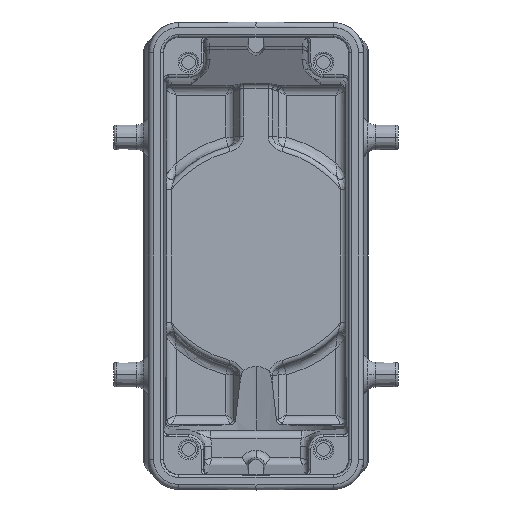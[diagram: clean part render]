
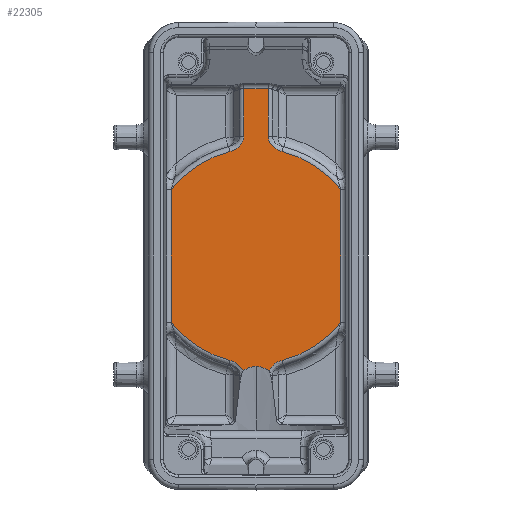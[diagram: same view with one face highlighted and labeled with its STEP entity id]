
A CAD part, front view. The second image highlights one B-rep face of the part: STEP entity #22305.
In plain terms, the highlighted planar face has unit normal (0, -1, 0).
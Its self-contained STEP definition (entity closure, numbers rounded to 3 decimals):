
#6454=DIRECTION('',(1.,0.,0.));
#6455=VECTOR('',#6454,4.93);
#6456=CARTESIAN_POINT('',(-2.465,15.415,33.528));
#6457=LINE('',#6456,#6455);
#6727=DIRECTION('',(0.,0.,-1.));
#6728=VECTOR('',#6727,9.569);
#6729=CARTESIAN_POINT('',(2.465,15.415,33.528));
#6730=LINE('',#6729,#6728);
#6745=CARTESIAN_POINT('',(0.,15.415,-22.098));
#6746=CARTESIAN_POINT('',(-0.981,15.415,
-22.098));
#6747=CARTESIAN_POINT('',(-1.838,15.415,
-22.475));
#6748=CARTESIAN_POINT('',(-2.631,15.415,
-23.052));
#6750=CARTESIAN_POINT('',(-5.238,15.415,
-20.905));
#6751=CARTESIAN_POINT('',(-5.057,15.415,
-20.95));
#6752=CARTESIAN_POINT('',(-4.705,15.415,
-21.062));
#6753=CARTESIAN_POINT('',(-4.289,15.415,
-21.256));
#6754=CARTESIAN_POINT('',(-3.971,15.415,
-21.445));
#6755=CARTESIAN_POINT('',(-3.742,15.415,
-21.605));
#6756=CARTESIAN_POINT('',(-3.526,15.415,
-21.779));
#6757=CARTESIAN_POINT('',(-3.325,15.415,
-21.969));
#6758=CARTESIAN_POINT('',(-3.139,15.415,
-22.175));
#6759=CARTESIAN_POINT('',(-2.969,15.415,
-22.398));
#6760=CARTESIAN_POINT('',(-2.821,15.415,
-22.634));
#6761=CARTESIAN_POINT('',(-2.71,15.415,
-22.852));
#6762=CARTESIAN_POINT('',(-2.652,15.415,
-22.995));
#6763=CARTESIAN_POINT('',(-2.631,15.415,
-23.052));
#6765=CARTESIAN_POINT('',(0.,15.415,0.));
#6766=DIRECTION('',(0.,-1.,0.));
#6767=DIRECTION('',(-0.788,0.,-0.616));
#6768=AXIS2_PLACEMENT_3D('',#6765,#6766,#6767);
#6770=CARTESIAN_POINT('',(0.,15.415,0.));
#6771=DIRECTION('',(0.,-1.,0.));
#6772=DIRECTION('',(-0.243,0.,0.97));
#6773=AXIS2_PLACEMENT_3D('',#6770,#6771,#6772);
#6775=CARTESIAN_POINT('',(-2.465,15.415,23.96));
#6776=CARTESIAN_POINT('',(-2.465,15.415,23.773));
#6777=CARTESIAN_POINT('',(-2.506,15.415,23.408));
#6778=CARTESIAN_POINT('',(-2.683,15.415,22.875));
#6779=CARTESIAN_POINT('',(-2.911,15.415,22.474));
#6780=CARTESIAN_POINT('',(-3.137,15.415,22.178));
#6781=CARTESIAN_POINT('',(-3.385,15.415,21.902));
#6782=CARTESIAN_POINT('',(-3.734,15.415,21.598));
#6783=CARTESIAN_POINT('',(-4.202,15.415,21.297));
#6784=CARTESIAN_POINT('',(-4.705,15.415,21.062));
#6785=CARTESIAN_POINT('',(-5.058,15.415,20.95));
#6786=CARTESIAN_POINT('',(-5.238,15.415,20.905));
#6788=CARTESIAN_POINT('',(5.238,15.415,20.905));
#6789=CARTESIAN_POINT('',(5.057,15.415,20.95));
#6790=CARTESIAN_POINT('',(4.705,15.415,21.062));
#6791=CARTESIAN_POINT('',(4.289,15.415,21.256));
#6792=CARTESIAN_POINT('',(3.971,15.415,21.445));
#6793=CARTESIAN_POINT('',(3.742,15.415,21.605));
#6794=CARTESIAN_POINT('',(3.526,15.415,21.779));
#6795=CARTESIAN_POINT('',(3.325,15.415,21.969));
#6796=CARTESIAN_POINT('',(3.139,15.415,22.175));
#6797=CARTESIAN_POINT('',(2.969,15.415,22.398));
#6798=CARTESIAN_POINT('',(2.821,15.415,22.634));
#6799=CARTESIAN_POINT('',(2.654,15.415,22.962));
#6800=CARTESIAN_POINT('',(2.505,15.415,23.409));
#6801=CARTESIAN_POINT('',(2.465,15.415,23.775));
#6802=CARTESIAN_POINT('',(2.465,15.415,23.96));
#6804=CARTESIAN_POINT('',(0.,15.415,0.));
#6805=DIRECTION('',(0.,-1.,0.));
#6806=DIRECTION('',(0.788,0.,0.616));
#6807=AXIS2_PLACEMENT_3D('',#6804,#6805,#6806);
#6809=CARTESIAN_POINT('',(0.,15.415,0.));
#6810=DIRECTION('',(0.,-1.,0.));
#6811=DIRECTION('',(0.243,0.,-0.97));
#6812=AXIS2_PLACEMENT_3D('',#6809,#6810,#6811);
#6814=CARTESIAN_POINT('',(2.631,15.415,-23.052));
#6815=CARTESIAN_POINT('',(2.652,15.415,-22.995));
#6816=CARTESIAN_POINT('',(2.745,15.415,-22.767));
#6817=CARTESIAN_POINT('',(2.911,15.415,-22.474));
#6818=CARTESIAN_POINT('',(3.137,15.415,-22.178));
#6819=CARTESIAN_POINT('',(3.385,15.415,-21.902));
#6820=CARTESIAN_POINT('',(3.734,15.415,-21.598));
#6821=CARTESIAN_POINT('',(4.202,15.415,-21.297));
#6822=CARTESIAN_POINT('',(4.705,15.415,-21.062));
#6823=CARTESIAN_POINT('',(5.058,15.415,-20.95));
#6824=CARTESIAN_POINT('',(5.238,15.415,-20.905));
#6826=CARTESIAN_POINT('',(2.631,15.415,-23.052));
#6827=CARTESIAN_POINT('',(1.838,15.415,-22.475));
#6828=CARTESIAN_POINT('',(0.981,15.415,
-22.098));
#6829=CARTESIAN_POINT('',(0.,15.415,-22.098));
#7027=CARTESIAN_POINT('',(-16.978,15.415,
-13.274));
#7053=DIRECTION('',(0.,0.,1.));
#7054=VECTOR('',#7053,26.547);
#7055=CARTESIAN_POINT('',(-16.978,15.415,
-13.274));
#7056=LINE('',#7055,#7054);
#7194=DIRECTION('',(0.,0.,1.));
#7195=VECTOR('',#7194,9.569);
#7196=CARTESIAN_POINT('',(-2.465,15.415,23.96));
#7197=LINE('',#7196,#7195);
#7225=CARTESIAN_POINT('',(-16.978,15.415,13.274));
#7411=DIRECTION('',(0.,0.,-1.));
#7412=VECTOR('',#7411,26.547);
#7413=CARTESIAN_POINT('',(16.978,15.415,13.274));
#7414=LINE('',#7413,#7412);
#7674=CARTESIAN_POINT('',(16.978,15.415,-13.274));
#9096=CARTESIAN_POINT('',(-2.465,15.415,33.528));
#9097=CARTESIAN_POINT('',(2.465,15.415,33.528));
#9098=VERTEX_POINT('',#9096);
#9099=VERTEX_POINT('',#9097);
#9130=CARTESIAN_POINT('',(16.978,15.415,13.274));
#9132=VERTEX_POINT('',#9130);
#9233=CARTESIAN_POINT('',(5.238,15.415,20.905));
#9235=VERTEX_POINT('',#9233);
#9257=VERTEX_POINT('',#7225);
#9383=CARTESIAN_POINT('',(-2.465,15.415,23.96));
#9384=VERTEX_POINT('',#9383);
#9694=CARTESIAN_POINT('',(-5.238,15.415,
-20.905));
#9695=VERTEX_POINT('',#9694);
#9746=VERTEX_POINT('',#6802);
#9810=VERTEX_POINT('',#7674);
#9823=VERTEX_POINT('',#7027);
#9901=CARTESIAN_POINT('',(-5.238,15.415,20.905));
#9903=VERTEX_POINT('',#9901);
#10186=CARTESIAN_POINT('',(5.238,15.415,
-20.905));
#10187=VERTEX_POINT('',#10186);
#10411=VERTEX_POINT('',#6745);
#10412=VERTEX_POINT('',#6748);
#10413=VERTEX_POINT('',#6826);
#22274=CARTESIAN_POINT('',(-3.,15.415,-500000.));
#22275=DIRECTION('',(0.,-1.,0.));
#22276=DIRECTION('',(0.,0.,-1.));
#22277=AXIS2_PLACEMENT_3D('',#22274,#22275,#22276);
#22278=PLANE('',#22277);
#22279=ORIENTED_EDGE('',*,*,#13739,.T.);
#22281=ORIENTED_EDGE('',*,*,#22280,.F.);
#22283=ORIENTED_EDGE('',*,*,#22282,.F.);
#22285=ORIENTED_EDGE('',*,*,#22284,.T.);
#22287=ORIENTED_EDGE('',*,*,#22286,.F.);
#22289=ORIENTED_EDGE('',*,*,#22288,.F.);
#22291=ORIENTED_EDGE('',*,*,#22290,.T.);
#22292=ORIENTED_EDGE('',*,*,#21336,.T.);
#22293=ORIENTED_EDGE('',*,*,#22256,.T.);
#22294=ORIENTED_EDGE('',*,*,#22242,.F.);
#22295=ORIENTED_EDGE('',*,*,#22127,.F.);
#22297=ORIENTED_EDGE('',*,*,#22296,.T.);
#22299=ORIENTED_EDGE('',*,*,#22298,.F.);
#22301=ORIENTED_EDGE('',*,*,#22300,.F.);
#22302=ORIENTED_EDGE('',*,*,#13670,.T.);
#22303=EDGE_LOOP('',(#22279,#22281,#22283,#22285,#22287,#22289,#22291,#22292,
#22293,#22294,#22295,#22297,#22299,#22301,#22302));
#22304=FACE_OUTER_BOUND('',#22303,.F.);
#6749=B_SPLINE_CURVE_WITH_KNOTS('',3,(#6745,#6746,#6747,#6748),.UNSPECIFIED.,
.F.,.F.,(4,4),(0.,1.),.UNSPECIFIED.);
#6764=B_SPLINE_CURVE_WITH_KNOTS('',3,(#6750,#6751,#6752,#6753,#6754,#6755,#6756,
#6757,#6758,#6759,#6760,#6761,#6762,#6763),.UNSPECIFIED.,.F.,.F.,(4,1,1,1,1,1,1,
1,1,1,1,4),(0.,0.158,0.316,0.395,
0.474,0.553,0.632,0.711,
0.79,0.869,0.948,1.),.UNSPECIFIED.);
#6769=CIRCLE('',#6768,21.551);
#6774=CIRCLE('',#6773,21.551);
#6787=B_SPLINE_CURVE_WITH_KNOTS('',3,(#6775,#6776,#6777,#6778,#6779,#6780,#6781,
#6782,#6783,#6784,#6785,#6786),.UNSPECIFIED.,.F.,.F.,(4,1,1,1,1,1,1,1,1,4),
(0.,0.125,0.25,0.375,0.438,0.5,0.625,0.75,0.875,1.),
.UNSPECIFIED.);
#6803=B_SPLINE_CURVE_WITH_KNOTS('',3,(#6788,#6789,#6790,#6791,#6792,#6793,#6794,
#6795,#6796,#6797,#6798,#6799,#6800,#6801,#6802),.UNSPECIFIED.,.F.,.F.,(4,1,1,1,
1,1,1,1,1,1,1,1,4),(0.,0.125,0.25,0.313,0.375,0.438,0.5,
0.563,0.625,0.688,0.75,0.875,1.),.UNSPECIFIED.);
#6808=CIRCLE('',#6807,21.551);
#6813=CIRCLE('',#6812,21.551);
#6825=B_SPLINE_CURVE_WITH_KNOTS('',3,(#6814,#6815,#6816,#6817,#6818,#6819,#6820,
#6821,#6822,#6823,#6824),.UNSPECIFIED.,.F.,.F.,(4,1,1,1,1,1,1,1,4),(0.,
0.052,0.21,0.289,0.368,
0.526,0.684,0.842,1.),.UNSPECIFIED.);
#6830=B_SPLINE_CURVE_WITH_KNOTS('',3,(#6826,#6827,#6828,#6829),.UNSPECIFIED.,
.F.,.F.,(4,4),(0.,1.),.UNSPECIFIED.);
#13670=EDGE_CURVE('',#10413,#10411,#6830,.T.);
#13739=EDGE_CURVE('',#10411,#10412,#6749,.T.);
#21336=EDGE_CURVE('',#9098,#9099,#6457,.T.);
#22127=EDGE_CURVE('',#9132,#9235,#6808,.T.);
#22242=EDGE_CURVE('',#9235,#9746,#6803,.T.);
#22256=EDGE_CURVE('',#9099,#9746,#6730,.T.);
#22280=EDGE_CURVE('',#9695,#10412,#6764,.T.);
#22282=EDGE_CURVE('',#9823,#9695,#6769,.T.);
#22284=EDGE_CURVE('',#9823,#9257,#7056,.T.);
#22286=EDGE_CURVE('',#9903,#9257,#6774,.T.);
#22288=EDGE_CURVE('',#9384,#9903,#6787,.T.);
#22290=EDGE_CURVE('',#9384,#9098,#7197,.T.);
#22296=EDGE_CURVE('',#9132,#9810,#7414,.T.);
#22298=EDGE_CURVE('',#10187,#9810,#6813,.T.);
#22300=EDGE_CURVE('',#10413,#10187,#6825,.T.);
#22305=ADVANCED_FACE('',(#22304),#22278,.T.);
